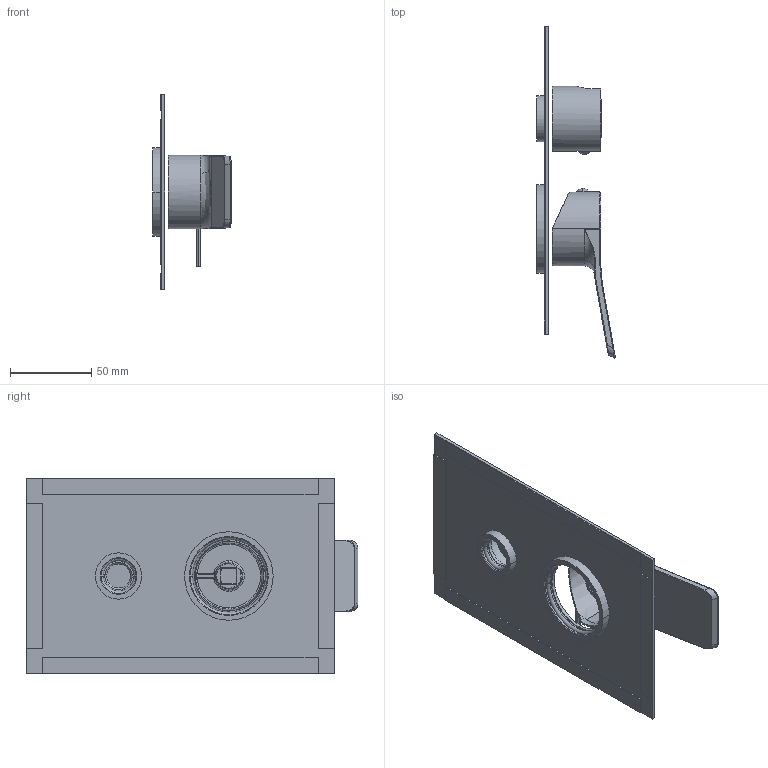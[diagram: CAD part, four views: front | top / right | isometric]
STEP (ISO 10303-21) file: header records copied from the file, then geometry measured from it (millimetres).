
FILE_DESCRIPTION((''),'2;1');
FILE_NAME('TI018CR-MEST_ASM','2021-01-28T09:42:23',('stefano.gianpani'),('PAFFONI SpA'),'CREO PARAMETRIC BY PTC INC, 2020044','CREO PARAMETRIC BY PTC INC, 2020044','');
FILE_SCHEMA(('CONFIG_CONTROL_DESIGN','SHAPE_APPEARANCE_LAYERS_GROUPS'));
Length unit declared in the file: millimetre
Products named in the file (14): 4061662CR; 592305004A2; TCF0691105CR; CHBR25; 8001128_ASM; 4061169CRI_AF0; 2092467_AF2; 2092468_AF1; 2091415; 2091417; 2042486GR; 2041560GR; 2091105CRN; TI018CR-MEST_ASM
Assembly tree (15 placements, depth 3):
  TI018CR-MEST_ASM
    4061662CR
    8001128_ASM
      592305004A2
      TCF0691105CR
      CHBR25
    4061169CRI_AF0
    2092467_AF2
    2092468_AF1
    2091415  x2
    2091417  x2
    2042486GR
    2041560GR
    2091105CRN
Bounding box: 48.45 x 204.58 x 120 mm (x, y, z)
Volume: 100557.1 mm3; surface area: 88673.7 mm2
Topology: 14 solids, 18 shells, 282 faces, 642 edges, 399 vertices
Faces by surface type: plane 125, cylinder 87, cone 37, torus 17, bspline 11, sphere 5
Entity records: 10874 total; most frequent: CARTESIAN_POINT 2435, DIRECTION 1386, ORIENTED_EDGE 1204, PRESENTATION_STYLE_ASSIGNMENT 628, STYLED_ITEM 628, CURVE_STYLE 612, EDGE_CURVE 612, AXIS2_PLACEMENT_3D 535
